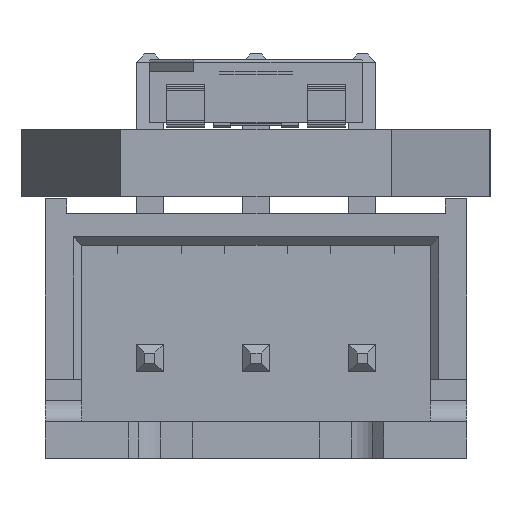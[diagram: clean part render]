
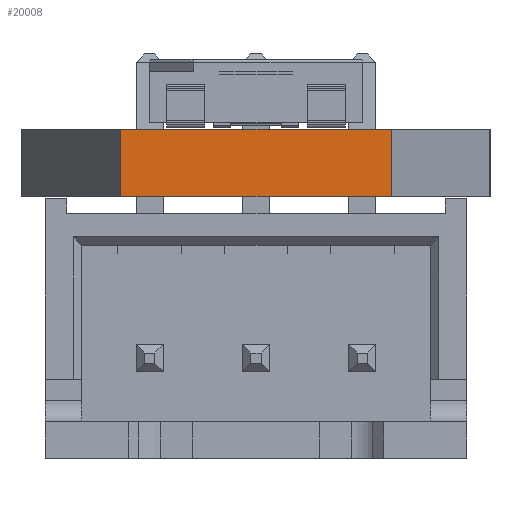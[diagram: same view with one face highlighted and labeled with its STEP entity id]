
A CAD part, left-side view. The second image highlights one B-rep face of the part: STEP entity #20008.
In plain terms, the highlighted planar face has unit normal (-1, 0, 0).
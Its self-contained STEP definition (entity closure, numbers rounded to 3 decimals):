
#17805 = PLANE('',#17806);
#17806 = AXIS2_PLACEMENT_3D('',#17807,#17808,#17809);
#17807 = CARTESIAN_POINT('',(148.,-33.,1.58));
#17808 = DIRECTION('',(-0.,-0.,-1.));
#17809 = DIRECTION('',(-1.,0.,0.));
#17859 = PLANE('',#17860);
#17860 = AXIS2_PLACEMENT_3D('',#17861,#17862,#17863);
#17861 = CARTESIAN_POINT('',(148.,-33.,0.));
#17862 = DIRECTION('',(-0.,-0.,-1.));
#17863 = DIRECTION('',(-1.,0.,0.));
#18052 = VERTEX_POINT('',#18053);
#18053 = CARTESIAN_POINT('',(13.,-36.18,0.));
#18067 = PLANE('',#18068);
#18068 = AXIS2_PLACEMENT_3D('',#18069,#18070,#18071);
#18069 = CARTESIAN_POINT('',(17.,-38.5,0.));
#18070 = DIRECTION('',(-0.502,-0.865,0.));
#18071 = DIRECTION('',(-0.865,0.502,0.));
#18079 = EDGE_CURVE('',#18052,#18080,#18082,.T.);
#18080 = VERTEX_POINT('',#18081);
#18081 = CARTESIAN_POINT('',(13.,-29.82,0.));
#18082 = SURFACE_CURVE('',#18083,(#18087,#18094),.PCURVE_S1.);
#18083 = LINE('',#18084,#18085);
#18084 = CARTESIAN_POINT('',(13.,-36.18,0.));
#18085 = VECTOR('',#18086,1.);
#18086 = DIRECTION('',(0.,1.,0.));
#18087 = PCURVE('',#17859,#18088);
#18088 = DEFINITIONAL_REPRESENTATION('',(#18089),#18093);
#18089 = LINE('',#18090,#18091);
#18090 = CARTESIAN_POINT('',(135.,-3.18));
#18091 = VECTOR('',#18092,1.);
#18092 = DIRECTION('',(0.,1.));
#18093 = ( GEOMETRIC_REPRESENTATION_CONTEXT(2) 
PARAMETRIC_REPRESENTATION_CONTEXT() REPRESENTATION_CONTEXT('2D SPACE',''
  ) );
#18094 = PCURVE('',#18095,#18100);
#18095 = PLANE('',#18096);
#18096 = AXIS2_PLACEMENT_3D('',#18097,#18098,#18099);
#18097 = CARTESIAN_POINT('',(13.,-36.18,0.));
#18098 = DIRECTION('',(-1.,0.,0.));
#18099 = DIRECTION('',(0.,1.,0.));
#18100 = DEFINITIONAL_REPRESENTATION('',(#18101),#18105);
#18101 = LINE('',#18102,#18103);
#18102 = CARTESIAN_POINT('',(0.,0.));
#18103 = VECTOR('',#18104,1.);
#18104 = DIRECTION('',(1.,0.));
#18105 = ( GEOMETRIC_REPRESENTATION_CONTEXT(2) 
PARAMETRIC_REPRESENTATION_CONTEXT() REPRESENTATION_CONTEXT('2D SPACE',''
  ) );
#18123 = PLANE('',#18124);
#18124 = AXIS2_PLACEMENT_3D('',#18125,#18126,#18127);
#18125 = CARTESIAN_POINT('',(13.,-29.82,0.));
#18126 = DIRECTION('',(-0.502,0.865,0.));
#18127 = DIRECTION('',(0.865,0.502,0.));
#19061 = VERTEX_POINT('',#19062);
#19062 = CARTESIAN_POINT('',(13.,-36.18,1.58));
#19083 = EDGE_CURVE('',#19061,#19084,#19086,.T.);
#19084 = VERTEX_POINT('',#19085);
#19085 = CARTESIAN_POINT('',(13.,-29.82,1.58));
#19086 = SURFACE_CURVE('',#19087,(#19091,#19098),.PCURVE_S1.);
#19087 = LINE('',#19088,#19089);
#19088 = CARTESIAN_POINT('',(13.,-36.18,1.58));
#19089 = VECTOR('',#19090,1.);
#19090 = DIRECTION('',(0.,1.,0.));
#19091 = PCURVE('',#17805,#19092);
#19092 = DEFINITIONAL_REPRESENTATION('',(#19093),#19097);
#19093 = LINE('',#19094,#19095);
#19094 = CARTESIAN_POINT('',(135.,-3.18));
#19095 = VECTOR('',#19096,1.);
#19096 = DIRECTION('',(0.,1.));
#19097 = ( GEOMETRIC_REPRESENTATION_CONTEXT(2) 
PARAMETRIC_REPRESENTATION_CONTEXT() REPRESENTATION_CONTEXT('2D SPACE',''
  ) );
#19098 = PCURVE('',#18095,#19099);
#19099 = DEFINITIONAL_REPRESENTATION('',(#19100),#19104);
#19100 = LINE('',#19101,#19102);
#19101 = CARTESIAN_POINT('',(0.,-1.58));
#19102 = VECTOR('',#19103,1.);
#19103 = DIRECTION('',(1.,0.));
#19104 = ( GEOMETRIC_REPRESENTATION_CONTEXT(2) 
PARAMETRIC_REPRESENTATION_CONTEXT() REPRESENTATION_CONTEXT('2D SPACE',''
  ) );
#19958 = EDGE_CURVE('',#18080,#19084,#19959,.T.);
#19959 = SURFACE_CURVE('',#19960,(#19964,#19971),.PCURVE_S1.);
#19960 = LINE('',#19961,#19962);
#19961 = CARTESIAN_POINT('',(13.,-29.82,0.));
#19962 = VECTOR('',#19963,1.);
#19963 = DIRECTION('',(0.,0.,1.));
#19964 = PCURVE('',#18123,#19965);
#19965 = DEFINITIONAL_REPRESENTATION('',(#19966),#19970);
#19966 = LINE('',#19967,#19968);
#19967 = CARTESIAN_POINT('',(0.,0.));
#19968 = VECTOR('',#19969,1.);
#19969 = DIRECTION('',(0.,-1.));
#19970 = ( GEOMETRIC_REPRESENTATION_CONTEXT(2) 
PARAMETRIC_REPRESENTATION_CONTEXT() REPRESENTATION_CONTEXT('2D SPACE',''
  ) );
#19971 = PCURVE('',#18095,#19972);
#19972 = DEFINITIONAL_REPRESENTATION('',(#19973),#19977);
#19973 = LINE('',#19974,#19975);
#19974 = CARTESIAN_POINT('',(6.36,0.));
#19975 = VECTOR('',#19976,1.);
#19976 = DIRECTION('',(0.,-1.));
#19977 = ( GEOMETRIC_REPRESENTATION_CONTEXT(2) 
PARAMETRIC_REPRESENTATION_CONTEXT() REPRESENTATION_CONTEXT('2D SPACE',''
  ) );
#19987 = EDGE_CURVE('',#18052,#19061,#19988,.T.);
#19988 = SURFACE_CURVE('',#19989,(#19993,#20000),.PCURVE_S1.);
#19989 = LINE('',#19990,#19991);
#19990 = CARTESIAN_POINT('',(13.,-36.18,0.));
#19991 = VECTOR('',#19992,1.);
#19992 = DIRECTION('',(0.,0.,1.));
#19993 = PCURVE('',#18067,#19994);
#19994 = DEFINITIONAL_REPRESENTATION('',(#19995),#19999);
#19995 = LINE('',#19996,#19997);
#19996 = CARTESIAN_POINT('',(4.624,0.));
#19997 = VECTOR('',#19998,1.);
#19998 = DIRECTION('',(0.,-1.));
#19999 = ( GEOMETRIC_REPRESENTATION_CONTEXT(2) 
PARAMETRIC_REPRESENTATION_CONTEXT() REPRESENTATION_CONTEXT('2D SPACE',''
  ) );
#20000 = PCURVE('',#18095,#20001);
#20001 = DEFINITIONAL_REPRESENTATION('',(#20002),#20006);
#20002 = LINE('',#20003,#20004);
#20003 = CARTESIAN_POINT('',(0.,0.));
#20004 = VECTOR('',#20005,1.);
#20005 = DIRECTION('',(0.,-1.));
#20006 = ( GEOMETRIC_REPRESENTATION_CONTEXT(2) 
PARAMETRIC_REPRESENTATION_CONTEXT() REPRESENTATION_CONTEXT('2D SPACE',''
  ) );
#20008 = ADVANCED_FACE('',(#20009),#18095,.T.);
#20009 = FACE_BOUND('',#20010,.T.);
#20010 = EDGE_LOOP('',(#20011,#20012,#20013,#20014));
#20011 = ORIENTED_EDGE('',*,*,#19987,.T.);
#20012 = ORIENTED_EDGE('',*,*,#19083,.T.);
#20013 = ORIENTED_EDGE('',*,*,#19958,.F.);
#20014 = ORIENTED_EDGE('',*,*,#18079,.F.);
